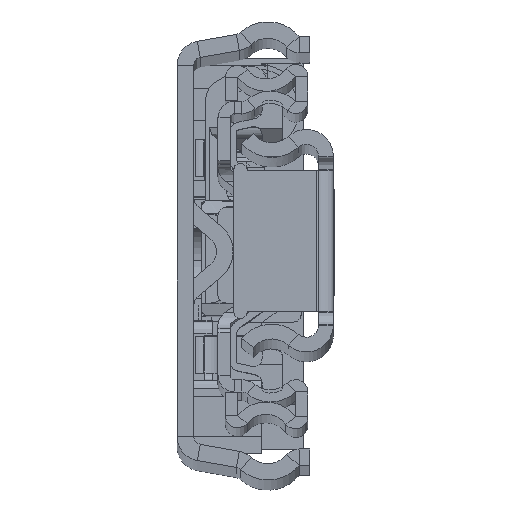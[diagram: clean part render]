
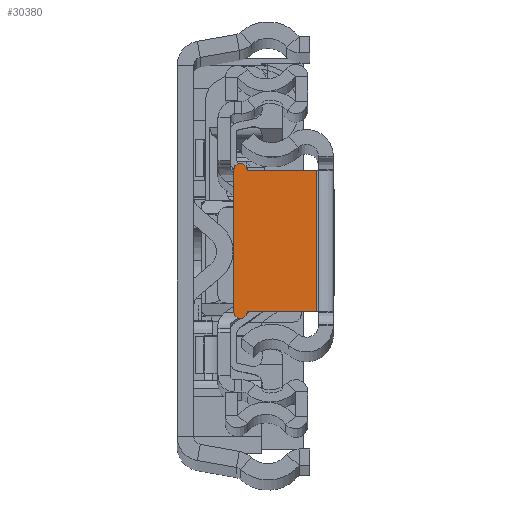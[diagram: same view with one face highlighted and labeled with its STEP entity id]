
A CAD part, top view. The second image highlights one B-rep face of the part: STEP entity #30380.
In plain terms, the highlighted planar face has unit normal (0, 0, 1).
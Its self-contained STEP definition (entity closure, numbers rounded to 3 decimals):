
#123 = VERTEX_POINT ( 'NONE', #41058 ) ;
#662 = LINE ( 'NONE', #12256, #44717 ) ;
#999 = CARTESIAN_POINT ( 'NONE',  ( -10.5, -8.65, 0. ) ) ;
#1929 = CARTESIAN_POINT ( 'NONE',  ( -2., -8.65, 0. ) ) ;
#3089 = ORIENTED_EDGE ( 'NONE', *, *, #4950, .T. ) ;
#3656 = DIRECTION ( 'NONE',  ( 1., 0., 0. ) ) ;
#4261 = DIRECTION ( 'NONE',  ( 1., 0., 0. ) ) ;
#4950 = EDGE_CURVE ( 'NONE', #47178, #30546, #9564, .T. ) ;
#5809 = CARTESIAN_POINT ( 'NONE',  ( -12.2, 8.65, 0. ) ) ;
#5923 = CARTESIAN_POINT ( 'NONE',  ( -12.2, -8.65, 0. ) ) ;
#9564 = CIRCLE ( 'NONE', #41465, 0.85 ) ;
#11782 = ORIENTED_EDGE ( 'NONE', *, *, #25424, .T. ) ;
#12256 = CARTESIAN_POINT ( 'NONE',  ( -2., 0., 0. ) ) ;
#13187 = DIRECTION ( 'NONE',  ( 0., 0., 1. ) ) ;
#14131 = VECTOR ( 'NONE', #4261, 1000. ) ;
#14644 = VECTOR ( 'NONE', #25782, 1000. ) ;
#15678 = DIRECTION ( 'NONE',  ( 0., 1., 0. ) ) ;
#18471 = VECTOR ( 'NONE', #40091, 1000. ) ;
#18912 = DIRECTION ( 'NONE',  ( 0., 0., 1. ) ) ;
#20555 = DIRECTION ( 'NONE',  ( 1., 0., 0. ) ) ;
#24127 = CARTESIAN_POINT ( 'NONE',  ( 0., 0., 0. ) ) ;
#24214 = CARTESIAN_POINT ( 'NONE',  ( -11.35, 8.65, 0. ) ) ;
#24269 = EDGE_CURVE ( 'NONE', #42524, #47086, #662, .T. ) ;
#24447 = CARTESIAN_POINT ( 'NONE',  ( -10.5, 8.65, 0. ) ) ;
#24786 = CIRCLE ( 'NONE', #31523, 0.85 ) ;
#25424 = EDGE_CURVE ( 'NONE', #38625, #123, #24786, .T. ) ;
#25565 = LINE ( 'NONE', #36854, #14131 ) ;
#25782 = DIRECTION ( 'NONE',  ( 0., 1., 0. ) ) ;
#26061 = EDGE_CURVE ( 'NONE', #42524, #30546, #43291, .T. ) ;
#26478 = EDGE_CURVE ( 'NONE', #38625, #47086, #25565, .T. ) ;
#30380 = ADVANCED_FACE ( 'NONE', ( #35976 ), #36506, .T. ) ;
#30546 = VERTEX_POINT ( 'NONE', #999 ) ;
#30563 = ORIENTED_EDGE ( 'NONE', *, *, #31514, .F. ) ;
#30744 = CARTESIAN_POINT ( 'NONE',  ( -11.35, -8.65, 0. ) ) ;
#31514 = EDGE_CURVE ( 'NONE', #47178, #123, #41571, .T. ) ;
#31523 = AXIS2_PLACEMENT_3D ( 'NONE', #24214, #13187, #20555 ) ;
#32993 = EDGE_LOOP ( 'NONE', ( #30563, #3089, #49973, #44672, #37699, #11782 ) ) ;
#33913 = DIRECTION ( 'NONE',  ( -1., 0., 0. ) ) ;
#35976 = FACE_OUTER_BOUND ( 'NONE', #32993, .T. ) ;
#36506 = PLANE ( 'NONE',  #51643 ) ;
#36854 = CARTESIAN_POINT ( 'NONE',  ( -1.8, 8.65, 0. ) ) ;
#37699 = ORIENTED_EDGE ( 'NONE', *, *, #26478, .F. ) ;
#38625 = VERTEX_POINT ( 'NONE', #24447 ) ;
#40091 = DIRECTION ( 'NONE',  ( -1., 0., 0. ) ) ;
#41058 = CARTESIAN_POINT ( 'NONE',  ( -12.2, 8.65, 0. ) ) ;
#41465 = AXIS2_PLACEMENT_3D ( 'NONE', #30744, #18912, #33913 ) ;
#41571 = LINE ( 'NONE', #5809, #14644 ) ;
#42524 = VERTEX_POINT ( 'NONE', #1929 ) ;
#43291 = LINE ( 'NONE', #47514, #18471 ) ;
#43826 = CARTESIAN_POINT ( 'NONE',  ( -2., 8.65, 0. ) ) ;
#44672 = ORIENTED_EDGE ( 'NONE', *, *, #24269, .T. ) ;
#44717 = VECTOR ( 'NONE', #15678, 1000. ) ;
#47086 = VERTEX_POINT ( 'NONE', #43826 ) ;
#47178 = VERTEX_POINT ( 'NONE', #5923 ) ;
#47514 = CARTESIAN_POINT ( 'NONE',  ( -12.2, -8.65, 0. ) ) ;
#49973 = ORIENTED_EDGE ( 'NONE', *, *, #26061, .F. ) ;
#51643 = AXIS2_PLACEMENT_3D ( 'NONE', #24127, #52087, #3656 ) ;
#52087 = DIRECTION ( 'NONE',  ( 0., 0., 1. ) ) ;
